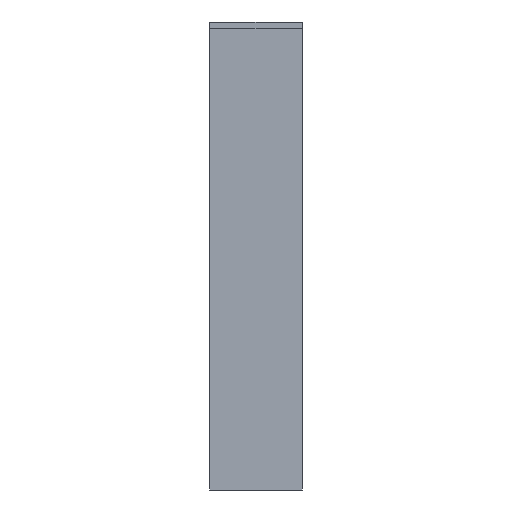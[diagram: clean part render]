
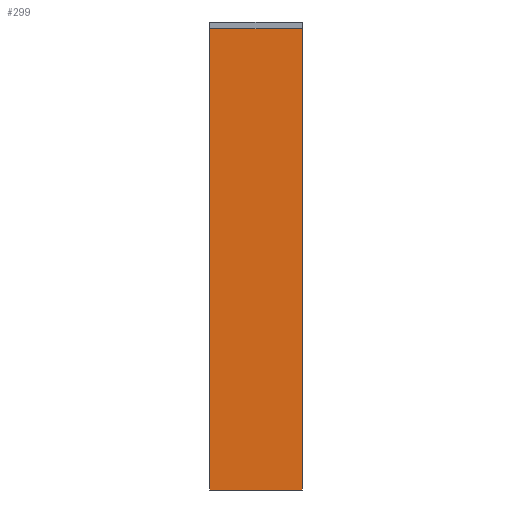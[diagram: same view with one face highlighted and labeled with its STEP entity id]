
A CAD part, left-side view. The second image highlights one B-rep face of the part: STEP entity #299.
In plain terms, the highlighted planar face has unit normal (-1, 0, 0).
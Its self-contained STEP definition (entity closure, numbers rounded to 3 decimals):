
#42 = CARTESIAN_POINT ( 'NONE',  ( 92., 10., -100. ) ) ;
#58 = ORIENTED_EDGE ( 'NONE', *, *, #324, .F. ) ;
#61 = VERTEX_POINT ( 'NONE', #1014 ) ;
#66 = DIRECTION ( 'NONE',  ( 1., 0., 0. ) ) ;
#70 = LINE ( 'NONE', #975, #481 ) ;
#93 = VERTEX_POINT ( 'NONE', #385 ) ;
#129 = CARTESIAN_POINT ( 'NONE',  ( 92., 10., -98.49 ) ) ;
#140 = LINE ( 'NONE', #176, #359 ) ;
#176 = CARTESIAN_POINT ( 'NONE',  ( 92., -12.135, -100. ) ) ;
#192 = VECTOR ( 'NONE', #618, 1000. ) ;
#198 = AXIS2_PLACEMENT_3D ( 'NONE', #581, #66, #656 ) ;
#270 = ORIENTED_EDGE ( 'NONE', *, *, #577, .F. ) ;
#274 = LINE ( 'NONE', #129, #724 ) ;
#299 = ADVANCED_FACE ( 'NONE', ( #1048 ), #425, .F. ) ;
#311 = VERTEX_POINT ( 'NONE', #42 ) ;
#324 = EDGE_CURVE ( 'NONE', #311, #93, #274, .T. ) ;
#328 = DIRECTION ( 'NONE',  ( 0., 0., -1. ) ) ;
#359 = VECTOR ( 'NONE', #760, 1000. ) ;
#385 = CARTESIAN_POINT ( 'NONE',  ( 92., 10., -0.01 ) ) ;
#390 = EDGE_CURVE ( 'NONE', #93, #61, #465, .T. ) ;
#425 = PLANE ( 'NONE',  #198 ) ;
#455 = CARTESIAN_POINT ( 'NONE',  ( 92., 10., -0.01 ) ) ;
#465 = LINE ( 'NONE', #455, #192 ) ;
#481 = VECTOR ( 'NONE', #328, 1000. ) ;
#487 = ORIENTED_EDGE ( 'NONE', *, *, #521, .F. ) ;
#521 = EDGE_CURVE ( 'NONE', #61, #598, #70, .T. ) ;
#577 = EDGE_CURVE ( 'NONE', #598, #311, #140, .T. ) ;
#578 = EDGE_LOOP ( 'NONE', ( #487, #895, #58, #270 ) ) ;
#581 = CARTESIAN_POINT ( 'NONE',  ( 92., 10., -98.49 ) ) ;
#598 = VERTEX_POINT ( 'NONE', #684 ) ;
#618 = DIRECTION ( 'NONE',  ( 0., -1., 0. ) ) ;
#656 = DIRECTION ( 'NONE',  ( 0., 0., -1. ) ) ;
#684 = CARTESIAN_POINT ( 'NONE',  ( 92., -10., -100. ) ) ;
#713 = DIRECTION ( 'NONE',  ( 0., 0., 1. ) ) ;
#724 = VECTOR ( 'NONE', #713, 1000. ) ;
#760 = DIRECTION ( 'NONE',  ( 0., 1., 0. ) ) ;
#895 = ORIENTED_EDGE ( 'NONE', *, *, #390, .F. ) ;
#975 = CARTESIAN_POINT ( 'NONE',  ( 92., -10., -98.49 ) ) ;
#1014 = CARTESIAN_POINT ( 'NONE',  ( 92., -10., -0.01 ) ) ;
#1048 = FACE_OUTER_BOUND ( 'NONE', #578, .T. ) ;
